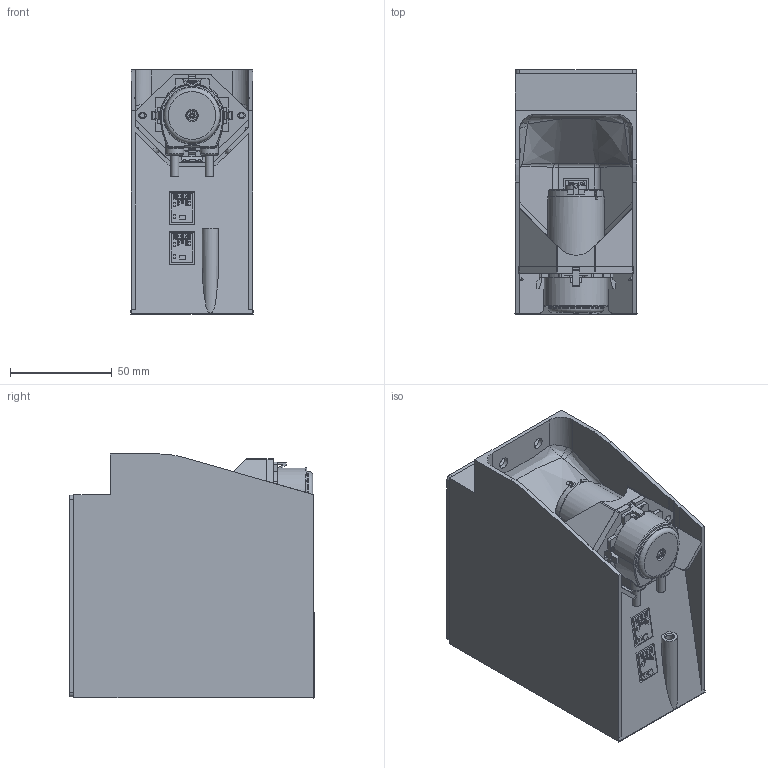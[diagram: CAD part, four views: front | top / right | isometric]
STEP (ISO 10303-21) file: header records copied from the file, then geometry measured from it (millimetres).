
FILE_DESCRIPTION(/* description */ ('','CAx-IF Rec.Pracs.---Representation and Presentation of Product Manufacturing Information (PMI)---4.0---2014-10-13'),/* implementation_level */ '2;1');
FILE_NAME(/* name */ 'liquid container rev 3_v1.step',/* time_stamp */ '2025-01-08T23:54:59+01:00',/* author */ (''),/* organization */ (''),/* preprocessor_version */ 'ST-DEVELOPER v20',/* originating_system */ 'Autodesk Translation Framework v13.20.0.188',/* authorisation */ '');
FILE_SCHEMA (('AP242_MANAGED_MODEL_BASED_3D_ENGINEERING_MIM_LF { 1 0 10303 442 1 1 4 }'));
Products named in the file (12): liquid container rev 3; Adafruit peristaltic pump assembly; Adafruit peristaltic pump; Adafruit peristaltic pump.clip; Adafruit peristaltic pump.cap; Adafruit peristaltic pump.roller; Adafruit peristaltic pump.head; Adafruit peristaltic pump.retaining ring; Adafruit peristaltic pump.tubing; obudowa; touch button TTP223; przykrywka
Assembly tree (17 placements, depth 3):
  liquid container rev 3
    Adafruit peristaltic pump assembly
      Adafruit peristaltic pump
      Adafruit peristaltic pump.clip
      Adafruit peristaltic pump.cap
      Adafruit peristaltic pump.roller  x3
      Adafruit peristaltic pump.head
      Adafruit peristaltic pump.retaining ring  x2
      Adafruit peristaltic pump.tubing
    obudowa
    touch button TTP223  x4
    przykrywka
Bounding box: 60.36 x 120.34 x 120.18 mm (x, y, z)
Volume: 165695 mm3; surface area: 136065.5 mm2
Topology: 18 solids, 18 shells, 1969 faces, 5185 edges, 3397 vertices
Faces by surface type: plane 1031, bspline 489, cylinder 347, torus 59, cone 29, sphere 14
Full cylindrical faces by diameter (mm): 1 x12, 1.4 x16, 1.799 x10, 1.9 x2, 2 x2, 2.28 x1, 2.3 x1, 2.5 x2, 2.515 x12, 2.65 x3, 2.794 x2, 2.87 x6, 4 x3, 4.7 x1, 4.8 x1, 4.9 x1, 5.1 x1, 5.39 x6, 5.5 x2, 5.7 x1, 7.9 x1, 8.87 x6, 9.1 x4, 9.7 x4, 10 x2, 10.75 x3, 19.6 x1, 23.8 x1, 23.85 x1, 27.3 x1
Entity records: 49475 total; most frequent: CARTESIAN_POINT 20516, ORIENTED_EDGE 6152, DIRECTION 5477, EDGE_CURVE 3076, VERTEX_POINT 2007, LINE 1887, VECTOR 1887, AXIS2_PLACEMENT_3D 1795
